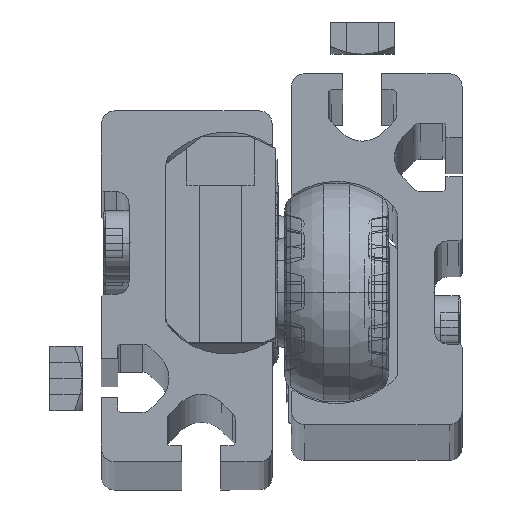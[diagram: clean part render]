
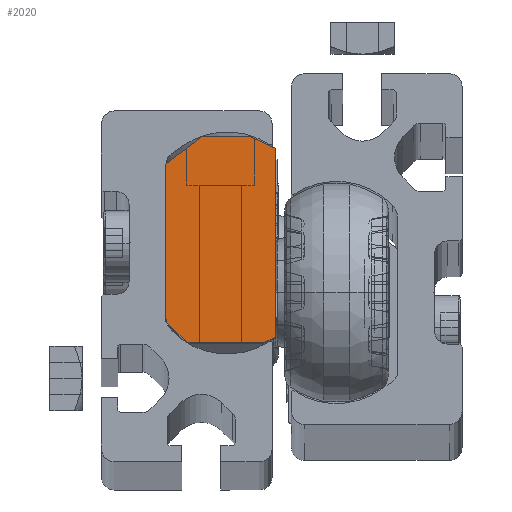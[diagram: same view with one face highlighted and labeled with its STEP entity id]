
A CAD part, top view. The second image highlights one B-rep face of the part: STEP entity #2020.
In plain terms, the highlighted face is planar.
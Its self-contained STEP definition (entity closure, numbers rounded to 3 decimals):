
#234 = VECTOR ( 'NONE', #17031, 1000. ) ;
#618 = EDGE_CURVE ( 'NONE', #6036, #20909, #22156, .T. ) ;
#751 = DIRECTION ( 'NONE',  ( -1., 0., 0. ) ) ;
#796 = EDGE_CURVE ( 'NONE', #23365, #8333, #13547, .T. ) ;
#957 = CARTESIAN_POINT ( 'NONE',  ( 19., 14.681, -8.5 ) ) ;
#1156 = VERTEX_POINT ( 'NONE', #19638 ) ;
#1434 = CARTESIAN_POINT ( 'NONE',  ( 19., -15.5, -6.7 ) ) ;
#2020 = ADVANCED_FACE ( 'NONE', ( #6433 ), #13730, .F. ) ;
#2305 = CARTESIAN_POINT ( 'NONE',  ( 19., -15.5, 5.2 ) ) ;
#2537 = DIRECTION ( 'NONE',  ( 0., 0.616, -0.788 ) ) ;
#3726 = EDGE_CURVE ( 'NONE', #20909, #13779, #11202, .T. ) ;
#3787 = ORIENTED_EDGE ( 'NONE', *, *, #14013, .F. ) ;
#4103 = CARTESIAN_POINT ( 'NONE',  ( 19., 12.203, 8.5 ) ) ;
#4357 = DIRECTION ( 'NONE',  ( 0., 0., 1. ) ) ;
#5322 = EDGE_LOOP ( 'NONE', ( #18629, #3787, #5935, #16597, #11765, #20306, #21472, #22049 ) ) ;
#5429 = AXIS2_PLACEMENT_3D ( 'NONE', #15420, #751, #4357 ) ;
#5514 = CARTESIAN_POINT ( 'NONE',  ( 19., 14.681, -8.5 ) ) ;
#5855 = EDGE_CURVE ( 'NONE', #1156, #8333, #20411, .T. ) ;
#5888 = LINE ( 'NONE', #20964, #22863 ) ;
#5935 = ORIENTED_EDGE ( 'NONE', *, *, #6462, .T. ) ;
#6036 = VERTEX_POINT ( 'NONE', #957 ) ;
#6433 = FACE_OUTER_BOUND ( 'NONE', #5322, .T. ) ;
#6462 = EDGE_CURVE ( 'NONE', #13883, #8369, #12480, .T. ) ;
#7671 = DIRECTION ( 'NONE',  ( 0., -1., 0. ) ) ;
#8333 = VERTEX_POINT ( 'NONE', #16538 ) ;
#8369 = VERTEX_POINT ( 'NONE', #11252 ) ;
#9583 = VECTOR ( 'NONE', #10800, 1000. ) ;
#9654 = DIRECTION ( 'NONE',  ( 0., 0., -1. ) ) ;
#9954 = CARTESIAN_POINT ( 'NONE',  ( 19., -12.2, 8.5 ) ) ;
#10800 = DIRECTION ( 'NONE',  ( 0., -0.707, -0.707 ) ) ;
#11202 = LINE ( 'NONE', #16724, #18141 ) ;
#11252 = CARTESIAN_POINT ( 'NONE',  ( 19., -15.5, 5.2 ) ) ;
#11286 = CARTESIAN_POINT ( 'NONE',  ( 19., -12.2, 8.5 ) ) ;
#11765 = ORIENTED_EDGE ( 'NONE', *, *, #3726, .F. ) ;
#12480 = LINE ( 'NONE', #22231, #9583 ) ;
#13547 = LINE ( 'NONE', #19490, #17570 ) ;
#13730 = PLANE ( 'NONE',  #5429 ) ;
#13779 = VERTEX_POINT ( 'NONE', #1434 ) ;
#13883 = VERTEX_POINT ( 'NONE', #11286 ) ;
#14013 = EDGE_CURVE ( 'NONE', #13883, #1156, #19169, .T. ) ;
#15420 = CARTESIAN_POINT ( 'NONE',  ( 19., 1.5, 22.2 ) ) ;
#16367 = CARTESIAN_POINT ( 'NONE',  ( 19., 16.5, -4.6 ) ) ;
#16538 = CARTESIAN_POINT ( 'NONE',  ( 19., 16.5, 3. ) ) ;
#16597 = ORIENTED_EDGE ( 'NONE', *, *, #23100, .T. ) ;
#16724 = CARTESIAN_POINT ( 'NONE',  ( 19., -14.661, -8.5 ) ) ;
#17031 = DIRECTION ( 'NONE',  ( 0., 1., 0. ) ) ;
#17124 = VECTOR ( 'NONE', #7671, 1000. ) ;
#17570 = VECTOR ( 'NONE', #20837, 1000. ) ;
#17878 = EDGE_CURVE ( 'NONE', #23365, #6036, #5888, .T. ) ;
#18141 = VECTOR ( 'NONE', #18402, 1000. ) ;
#18402 = DIRECTION ( 'NONE',  ( 0., -0.423, 0.906 ) ) ;
#18629 = ORIENTED_EDGE ( 'NONE', *, *, #5855, .F. ) ;
#18740 = VECTOR ( 'NONE', #2537, 1000. ) ;
#19169 = LINE ( 'NONE', #9954, #234 ) ;
#19490 = CARTESIAN_POINT ( 'NONE',  ( 19., 16.5, -4.6 ) ) ;
#19638 = CARTESIAN_POINT ( 'NONE',  ( 19., 12.203, 8.5 ) ) ;
#20306 = ORIENTED_EDGE ( 'NONE', *, *, #618, .F. ) ;
#20411 = LINE ( 'NONE', #4103, #18740 ) ;
#20837 = DIRECTION ( 'NONE',  ( 0., 0., 1. ) ) ;
#20909 = VERTEX_POINT ( 'NONE', #21574 ) ;
#20964 = CARTESIAN_POINT ( 'NONE',  ( 19., 16.5, -4.6 ) ) ;
#21472 = ORIENTED_EDGE ( 'NONE', *, *, #17878, .F. ) ;
#21574 = CARTESIAN_POINT ( 'NONE',  ( 19., -14.661, -8.5 ) ) ;
#22049 = ORIENTED_EDGE ( 'NONE', *, *, #796, .T. ) ;
#22156 = LINE ( 'NONE', #5514, #17124 ) ;
#22231 = CARTESIAN_POINT ( 'NONE',  ( 19., -12.2, 8.5 ) ) ;
#22447 = LINE ( 'NONE', #2305, #22834 ) ;
#22633 = DIRECTION ( 'NONE',  ( 0., -0.423, -0.906 ) ) ;
#22834 = VECTOR ( 'NONE', #9654, 1000. ) ;
#22863 = VECTOR ( 'NONE', #22633, 1000. ) ;
#23100 = EDGE_CURVE ( 'NONE', #8369, #13779, #22447, .T. ) ;
#23365 = VERTEX_POINT ( 'NONE', #16367 ) ;
